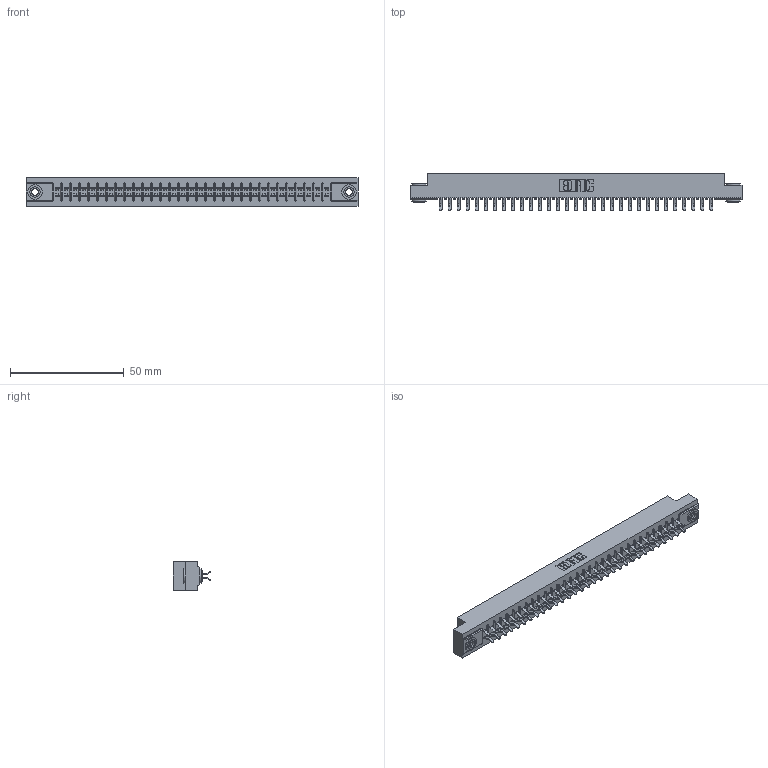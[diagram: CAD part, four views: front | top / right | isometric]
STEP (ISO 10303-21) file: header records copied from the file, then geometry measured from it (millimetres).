
FILE_DESCRIPTION (( 'STEP AP203' ), '1' );
FILE_NAME ('315-062-556-203.STEP', '2019-09-10T20:22:52', ( '' ), ( '' ), 'SwSTEP 2.0', 'SolidWorks 2016', '' );
FILE_SCHEMA (( 'CONFIG_CONTROL_DESIGN' ));
Length unit declared in the file: inch
Products named in the file (4): 345-250-002_345-250-002-102; 305-290-001_556; 305 Part_.156 Dia; 315-062-556-203
Assembly tree (65 placements, depth 2):
  315-062-556-203
    305 Part_.156 Dia
    305-290-001_556  x62
    345-250-002_345-250-002-102  x2
Bounding box: 145.85 x 16.64 x 12.7 mm (x, y, z)
Volume: 15144.8 mm3; surface area: 19277.7 mm2
Topology: 65 solids, 65 shells, 3640 faces, 10441 edges, 6790 vertices
Faces by surface type: plane 2014, cylinder 1494, sphere 124, cone 8
Entity records: 36191 total; most frequent: CARTESIAN_POINT 5972, ORIENTED_EDGE 5918, DIRECTION 5805, EDGE_CURVE 2959, LINE 2367, VECTOR 2367, VERTEX_POINT 1886, AXIS2_PLACEMENT_3D 1719
